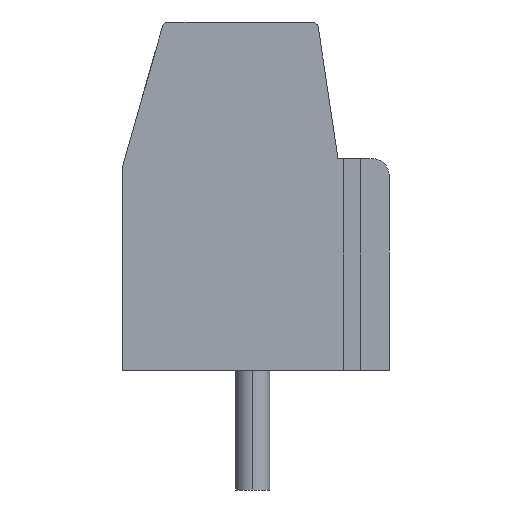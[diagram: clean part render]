
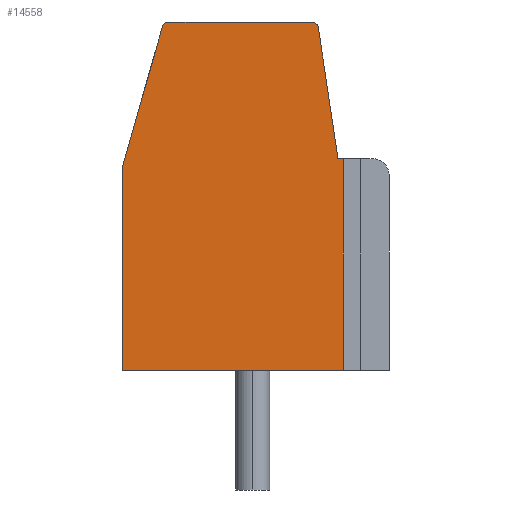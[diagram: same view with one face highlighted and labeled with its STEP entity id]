
A CAD part, left-side view. The second image highlights one B-rep face of the part: STEP entity #14558.
In plain terms, the highlighted planar face has unit normal (-1, 0, 0).
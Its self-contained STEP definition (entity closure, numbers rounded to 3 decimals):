
#196 = CARTESIAN_POINT ( 'NONE',  ( -7.5, 3.8, 10.2 ) ) ;
#1058 = ORIENTED_EDGE ( 'NONE', *, *, #6424, .F. ) ;
#1549 = CARTESIAN_POINT ( 'NONE',  ( -7.5, -2.5, 6.2 ) ) ;
#1692 = DIRECTION ( 'NONE',  ( 0., 0., -1. ) ) ;
#1815 = DIRECTION ( 'NONE',  ( 0., 1., 0. ) ) ;
#2081 = CARTESIAN_POINT ( 'NONE',  ( -7.5, -2.5, 6.2 ) ) ;
#3290 = EDGE_CURVE ( 'NONE', #4822, #8554, #13121, .T. ) ;
#3631 = LINE ( 'NONE', #16675, #13158 ) ;
#3839 = CARTESIAN_POINT ( 'NONE',  ( -7.5, -1.9, 10.2 ) ) ;
#3930 = VERTEX_POINT ( 'NONE', #20899 ) ;
#4468 = VERTEX_POINT ( 'NONE', #4852 ) ;
#4591 = EDGE_CURVE ( 'NONE', #23754, #14968, #24245, .T. ) ;
#4700 = VERTEX_POINT ( 'NONE', #8462 ) ;
#4822 = VERTEX_POINT ( 'NONE', #18880 ) ;
#4852 = CARTESIAN_POINT ( 'NONE',  ( -7.5, -1.926, 10.03 ) ) ;
#4982 = CARTESIAN_POINT ( 'NONE',  ( -7.5, -2.65, 6.2 ) ) ;
#5037 = CARTESIAN_POINT ( 'NONE',  ( -7.5, 3.8, 0. ) ) ;
#5682 = LINE ( 'NONE', #3839, #20278 ) ;
#5826 = CARTESIAN_POINT ( 'NONE',  ( -7.5, 2.641, 10.055 ) ) ;
#5830 = PLANE ( 'NONE',  #6671 ) ;
#6369 = ORIENTED_EDGE ( 'NONE', *, *, #20201, .T. ) ;
#6424 = EDGE_CURVE ( 'NONE', #12485, #3930, #7356, .T. ) ;
#6566 = DIRECTION ( 'NONE',  ( 0., 1., 0. ) ) ;
#6671 = AXIS2_PLACEMENT_3D ( 'NONE', #15796, #10035, #6566 ) ;
#6845 = VECTOR ( 'NONE', #1692, 1000. ) ;
#6980 = ORIENTED_EDGE ( 'NONE', *, *, #17867, .T. ) ;
#7131 = ORIENTED_EDGE ( 'NONE', *, *, #3290, .T. ) ;
#7356 = LINE ( 'NONE', #9092, #6845 ) ;
#7427 = AXIS2_PLACEMENT_3D ( 'NONE', #19074, #17385, #23186 ) ;
#8191 = LINE ( 'NONE', #2081, #19726 ) ;
#8462 = CARTESIAN_POINT ( 'NONE',  ( -7.5, -1.728, 10.2 ) ) ;
#8554 = VERTEX_POINT ( 'NONE', #5037 ) ;
#8707 = EDGE_LOOP ( 'NONE', ( #1058, #12182, #6369, #6980, #11639, #19082, #18349, #7131, #18629 ) ) ;
#8908 = EDGE_CURVE ( 'NONE', #8554, #3930, #23987, .T. ) ;
#9092 = CARTESIAN_POINT ( 'NONE',  ( -7.5, -2.65, 7.094 ) ) ;
#10035 = DIRECTION ( 'NONE',  ( 1., 0., 0. ) ) ;
#11192 = VECTOR ( 'NONE', #24103, 1000. ) ;
#11277 = CARTESIAN_POINT ( 'NONE',  ( -7.5, -1.728, 10. ) ) ;
#11545 = EDGE_CURVE ( 'NONE', #23754, #4700, #23080, .T. ) ;
#11639 = ORIENTED_EDGE ( 'NONE', *, *, #11545, .F. ) ;
#11759 = CARTESIAN_POINT ( 'NONE',  ( -7.5, 2.449, 10.2 ) ) ;
#11769 = VECTOR ( 'NONE', #23323, 1000. ) ;
#11993 = DIRECTION ( 'NONE',  ( 0., 1., 0. ) ) ;
#12182 = ORIENTED_EDGE ( 'NONE', *, *, #16649, .T. ) ;
#12485 = VERTEX_POINT ( 'NONE', #4982 ) ;
#13121 = LINE ( 'NONE', #196, #18851 ) ;
#13158 = VECTOR ( 'NONE', #18625, 1000. ) ;
#13176 = DIRECTION ( 'NONE',  ( 0., 0.148, 0.989 ) ) ;
#14181 = CARTESIAN_POINT ( 'NONE',  ( -7.5, 3.8, 10.2 ) ) ;
#14558 = ADVANCED_FACE ( 'NONE', ( #15437 ), #5830, .F. ) ;
#14717 = AXIS2_PLACEMENT_3D ( 'NONE', #11277, #22778, #1815 ) ;
#14968 = VERTEX_POINT ( 'NONE', #5826 ) ;
#15437 = FACE_OUTER_BOUND ( 'NONE', #8707, .T. ) ;
#15796 = CARTESIAN_POINT ( 'NONE',  ( -7.5, 3.8, 10.2 ) ) ;
#16649 = EDGE_CURVE ( 'NONE', #12485, #18770, #8191, .T. ) ;
#16675 = CARTESIAN_POINT ( 'NONE',  ( -7.5, 3.8, 6. ) ) ;
#17385 = DIRECTION ( 'NONE',  ( -1., 0., 0. ) ) ;
#17867 = EDGE_CURVE ( 'NONE', #4468, #4700, #18621, .T. ) ;
#18349 = ORIENTED_EDGE ( 'NONE', *, *, #24215, .T. ) ;
#18621 = CIRCLE ( 'NONE', #14717, 0.2 ) ;
#18625 = DIRECTION ( 'NONE',  ( 0., 0.275, -0.962 ) ) ;
#18629 = ORIENTED_EDGE ( 'NONE', *, *, #8908, .T. ) ;
#18770 = VERTEX_POINT ( 'NONE', #1549 ) ;
#18851 = VECTOR ( 'NONE', #18906, 1000. ) ;
#18880 = CARTESIAN_POINT ( 'NONE',  ( -7.5, 3.8, 6. ) ) ;
#18906 = DIRECTION ( 'NONE',  ( 0., 0., -1. ) ) ;
#19074 = CARTESIAN_POINT ( 'NONE',  ( -7.5, 2.449, 10. ) ) ;
#19082 = ORIENTED_EDGE ( 'NONE', *, *, #4591, .T. ) ;
#19726 = VECTOR ( 'NONE', #11993, 1000. ) ;
#20201 = EDGE_CURVE ( 'NONE', #18770, #4468, #5682, .T. ) ;
#20278 = VECTOR ( 'NONE', #13176, 1000. ) ;
#20899 = CARTESIAN_POINT ( 'NONE',  ( -7.5, -2.65, 0. ) ) ;
#22778 = DIRECTION ( 'NONE',  ( -1., 0., 0. ) ) ;
#23080 = LINE ( 'NONE', #14181, #11769 ) ;
#23186 = DIRECTION ( 'NONE',  ( 0., 1., 0. ) ) ;
#23323 = DIRECTION ( 'NONE',  ( 0., -1., 0. ) ) ;
#23754 = VERTEX_POINT ( 'NONE', #11759 ) ;
#23870 = CARTESIAN_POINT ( 'NONE',  ( -7.5, 3.8, 0. ) ) ;
#23987 = LINE ( 'NONE', #23870, #11192 ) ;
#24103 = DIRECTION ( 'NONE',  ( 0., -1., 0. ) ) ;
#24215 = EDGE_CURVE ( 'NONE', #14968, #4822, #3631, .T. ) ;
#24245 = CIRCLE ( 'NONE', #7427, 0.2 ) ;
